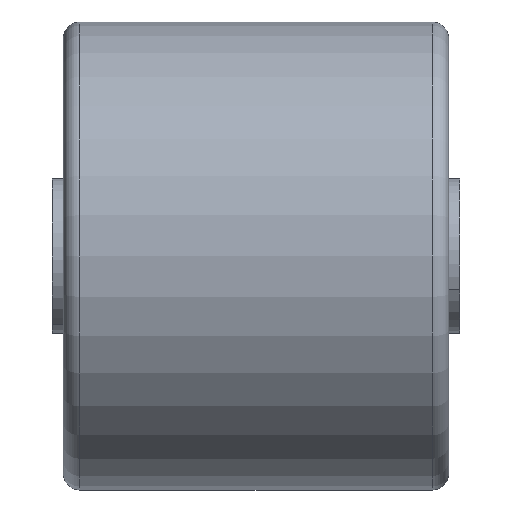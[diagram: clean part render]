
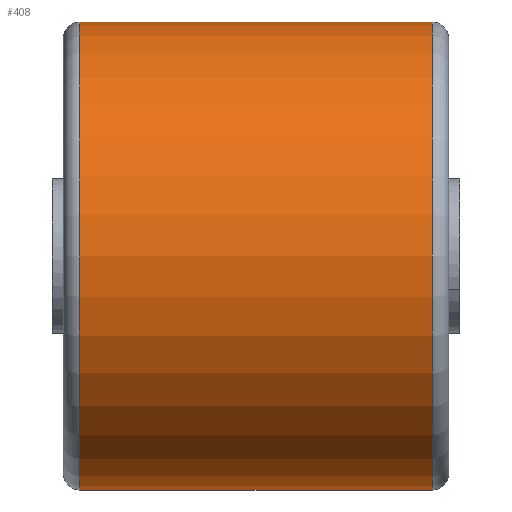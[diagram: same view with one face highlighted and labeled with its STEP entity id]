
A CAD part, front view. The second image highlights one B-rep face of the part: STEP entity #408.
In plain terms, the highlighted cylindrical face has radius 42.5 mm (diameter 85 mm), a partial arc.
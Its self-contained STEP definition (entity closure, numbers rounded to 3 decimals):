
#127 = VERTEX_POINT ( 'NONE', #1836 ) ;
#261 = FACE_OUTER_BOUND ( 'NONE', #570, .T. ) ;
#408 = ADVANCED_FACE ( 'NONE', ( #261 ), #1484, .T. ) ;
#473 = CIRCLE ( 'NONE', #2184, 42.5 ) ;
#478 = DIRECTION ( 'NONE',  ( -1., 0., 0. ) ) ;
#501 = VERTEX_POINT ( 'NONE', #2024 ) ;
#529 = VECTOR ( 'NONE', #478, 1000. ) ;
#560 = EDGE_CURVE ( 'NONE', #127, #2109, #473, .T. ) ;
#570 = EDGE_LOOP ( 'NONE', ( #2053, #936, #2283, #1713 ) ) ;
#649 = CARTESIAN_POINT ( 'NONE',  ( 0., 0., -42.5 ) ) ;
#672 = CARTESIAN_POINT ( 'NONE',  ( 3., 0., 0. ) ) ;
#716 = DIRECTION ( 'NONE',  ( -1., 0., 0. ) ) ;
#771 = EDGE_CURVE ( 'NONE', #501, #861, #1519, .T. ) ;
#861 = VERTEX_POINT ( 'NONE', #1448 ) ;
#936 = ORIENTED_EDGE ( 'NONE', *, *, #771, .T. ) ;
#1206 = DIRECTION ( 'NONE',  ( 0., 0., 1. ) ) ;
#1226 = CARTESIAN_POINT ( 'NONE',  ( 0., 0., 42.5 ) ) ;
#1236 = LINE ( 'NONE', #1226, #1705 ) ;
#1388 = AXIS2_PLACEMENT_3D ( 'NONE', #1661, #2273, #1206 ) ;
#1448 = CARTESIAN_POINT ( 'NONE',  ( 67., 0., 42.5 ) ) ;
#1484 = CYLINDRICAL_SURFACE ( 'NONE', #2149, 42.5 ) ;
#1485 = DIRECTION ( 'NONE',  ( 1., 0., 0. ) ) ;
#1519 = CIRCLE ( 'NONE', #1388, 42.5 ) ;
#1661 = CARTESIAN_POINT ( 'NONE',  ( 67., 0., 0. ) ) ;
#1705 = VECTOR ( 'NONE', #716, 1000. ) ;
#1713 = ORIENTED_EDGE ( 'NONE', *, *, #560, .T. ) ;
#1764 = CARTESIAN_POINT ( 'NONE',  ( 3., 0., -42.5 ) ) ;
#1836 = CARTESIAN_POINT ( 'NONE',  ( 3., 0., 42.5 ) ) ;
#1849 = DIRECTION ( 'NONE',  ( 0., 0., 1. ) ) ;
#1925 = LINE ( 'NONE', #649, #529 ) ;
#2006 = DIRECTION ( 'NONE',  ( 0., 0., -1. ) ) ;
#2024 = CARTESIAN_POINT ( 'NONE',  ( 67., 0., -42.5 ) ) ;
#2053 = ORIENTED_EDGE ( 'NONE', *, *, #2135, .F. ) ;
#2109 = VERTEX_POINT ( 'NONE', #1764 ) ;
#2135 = EDGE_CURVE ( 'NONE', #501, #2109, #1925, .T. ) ;
#2149 = AXIS2_PLACEMENT_3D ( 'NONE', #2243, #2336, #1849 ) ;
#2184 = AXIS2_PLACEMENT_3D ( 'NONE', #672, #1485, #2006 ) ;
#2243 = CARTESIAN_POINT ( 'NONE',  ( 0., 0., 0. ) ) ;
#2273 = DIRECTION ( 'NONE',  ( -1., 0., 0. ) ) ;
#2278 = EDGE_CURVE ( 'NONE', #861, #127, #1236, .T. ) ;
#2283 = ORIENTED_EDGE ( 'NONE', *, *, #2278, .T. ) ;
#2336 = DIRECTION ( 'NONE',  ( -1., 0., 0. ) ) ;
